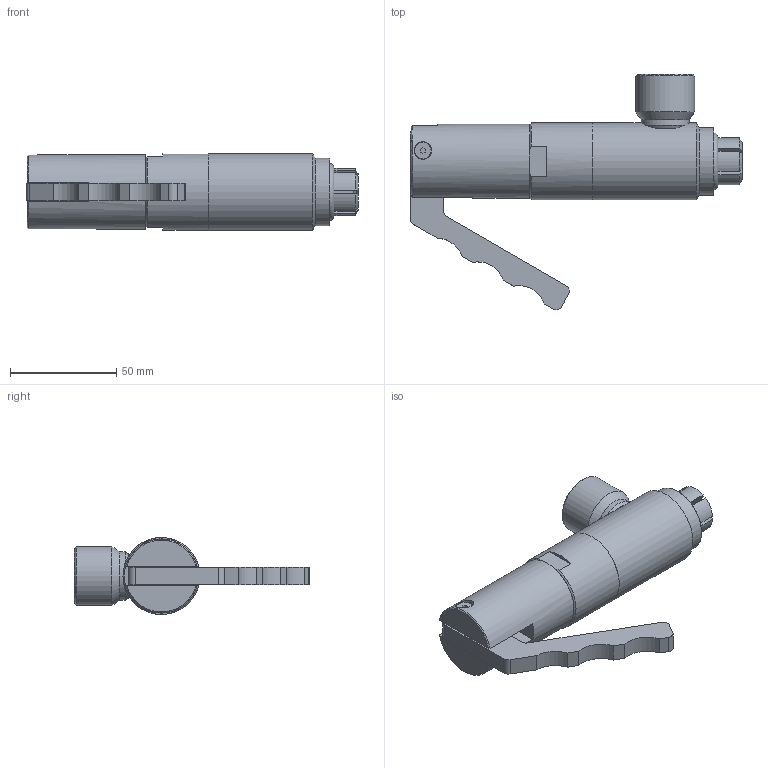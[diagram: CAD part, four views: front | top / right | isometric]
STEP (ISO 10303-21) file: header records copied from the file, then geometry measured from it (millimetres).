
FILE_DESCRIPTION(/* description */ (''),/* implementation_level */ '2;1');
FILE_NAME(/* name */ 'FNL-104081.stp',/* time_stamp */ '2014-01-07T12:36:51-06:00',/* author */ ('scottg'),/* organization */ ('FasTest,Inc.'),/* preprocessor_version */ 'ST-DEVELOPER v15.2',/* originating_system */ 'Autodesk Inventor 2014',/* authorisation */ '');
FILE_SCHEMA (('AUTOMOTIVE_DESIGN { 1 0 10303 214 3 1 1 }'));
Length unit declared in the file: inch
Products named in the file (1): FNL-104081
Bounding box: 156.21 x 110.68 x 36.2 mm (x, y, z)
Volume: 158033.2 mm3; surface area: 30987.3 mm2
Topology: 2 solids, 2 shells, 146 faces, 384 edges, 252 vertices
Faces by surface type: plane 75, cylinder 35, cone 33, torus 3
Full cylindrical faces by diameter (mm): 4.826 x2, 4.978 x1, 8.157 x1, 8.331 x1, 17.475 x1, 19.507 x1, 22.657 x1, 27.838 x1, 28.778 x1, 31.75 x1, 31.852 x1, 34.874 x1, 36.195 x2
Entity records: 4364 total; most frequent: CARTESIAN_POINT 970, ORIENTED_EDGE 692, DIRECTION 692, EDGE_CURVE 346, AXIS2_PLACEMENT_3D 264, VERTEX_POINT 242, EDGE_LOOP 186, LINE 164
